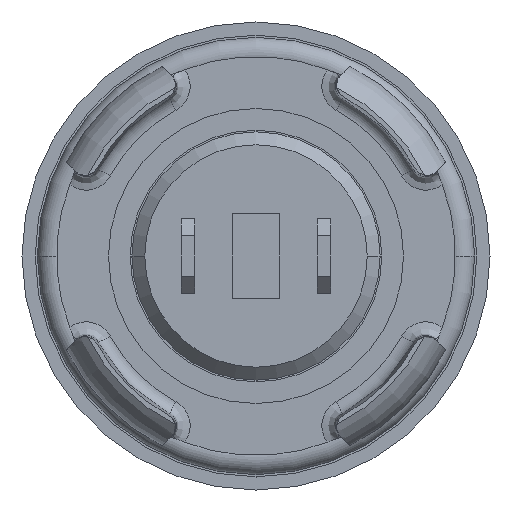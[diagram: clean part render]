
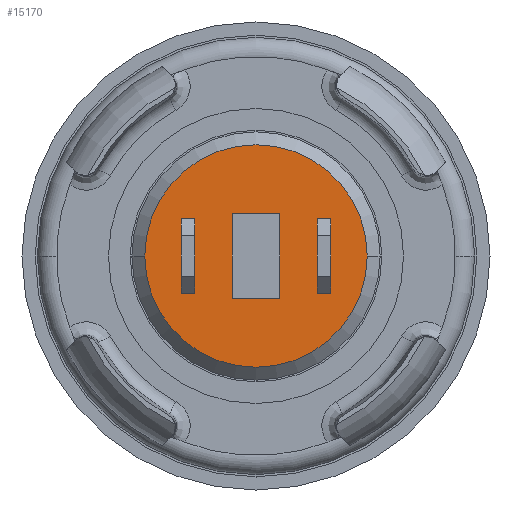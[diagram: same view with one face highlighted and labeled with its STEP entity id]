
A CAD part, front view. The second image highlights one B-rep face of the part: STEP entity #15170.
In plain terms, the highlighted planar face has unit normal (0, -1, 0).
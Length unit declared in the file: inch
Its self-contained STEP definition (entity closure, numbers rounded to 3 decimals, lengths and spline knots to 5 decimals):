
#14249=CARTESIAN_POINT('',(0.,-0.348,0.));
#14250=DIRECTION('',(0.,-1.,0.));
#14251=DIRECTION('',(-1.,0.,0.));
#14252=AXIS2_PLACEMENT_3D('',#14249,#14250,#14251);
#14257=CARTESIAN_POINT('',(0.,-0.348,0.));
#14258=DIRECTION('',(0.,1.,0.));
#14259=DIRECTION('',(-1.,0.,0.));
#14260=AXIS2_PLACEMENT_3D('',#14257,#14258,#14259);
#14265=DIRECTION('',(0.,0.,1.));
#14266=VECTOR('',#14265,0.11);
#14267=CARTESIAN_POINT('',(-0.11,-0.348,-0.055));
#14268=LINE('',#14267,#14266);
#14272=DIRECTION('',(-1.,0.,0.));
#14273=VECTOR('',#14272,0.02);
#14274=CARTESIAN_POINT('',(-0.09,-0.348,-0.055));
#14275=LINE('',#14274,#14273);
#14279=DIRECTION('',(0.,0.,-1.));
#14280=VECTOR('',#14279,0.11);
#14281=CARTESIAN_POINT('',(-0.09,-0.348,0.055));
#14282=LINE('',#14281,#14280);
#14286=DIRECTION('',(1.,0.,0.));
#14287=VECTOR('',#14286,0.02);
#14288=CARTESIAN_POINT('',(-0.11,-0.348,0.055));
#14289=LINE('',#14288,#14287);
#14293=DIRECTION('',(-1.,0.,0.));
#14294=VECTOR('',#14293,0.02);
#14295=CARTESIAN_POINT('',(0.11,-0.348,-0.055));
#14296=LINE('',#14295,#14294);
#14300=DIRECTION('',(0.,0.,-1.));
#14301=VECTOR('',#14300,0.11);
#14302=CARTESIAN_POINT('',(0.11,-0.348,0.055));
#14303=LINE('',#14302,#14301);
#14307=DIRECTION('',(1.,0.,0.));
#14308=VECTOR('',#14307,0.02);
#14309=CARTESIAN_POINT('',(0.09,-0.348,0.055));
#14310=LINE('',#14309,#14308);
#14314=DIRECTION('',(0.,0.,1.));
#14315=VECTOR('',#14314,0.11);
#14316=CARTESIAN_POINT('',(0.09,-0.348,-0.055));
#14317=LINE('',#14316,#14315);
#14321=DIRECTION('',(0.,0.,1.));
#14322=VECTOR('',#14321,0.125);
#14323=CARTESIAN_POINT('',(0.035,-0.348,-0.0625));
#14324=LINE('',#14323,#14322);
#14328=DIRECTION('',(-1.,0.,0.));
#14329=VECTOR('',#14328,0.07);
#14330=CARTESIAN_POINT('',(0.035,-0.348,0.0625));
#14331=LINE('',#14330,#14329);
#14335=DIRECTION('',(0.,0.,-1.));
#14336=VECTOR('',#14335,0.125);
#14337=CARTESIAN_POINT('',(-0.035,-0.348,0.0625));
#14338=LINE('',#14337,#14336);
#14342=DIRECTION('',(1.,0.,0.));
#14343=VECTOR('',#14342,0.07);
#14344=CARTESIAN_POINT('',(-0.035,-0.348,-0.0625));
#14345=LINE('',#14344,#14343);
#14845=CARTESIAN_POINT('',(-0.11,-0.348,-0.055));
#14846=VERTEX_POINT('',#14845);
#14847=CARTESIAN_POINT('',(-0.11,-0.348,0.055));
#14848=VERTEX_POINT('',#14847);
#14849=CARTESIAN_POINT('',(-0.09,-0.348,0.055));
#14850=VERTEX_POINT('',#14849);
#14851=CARTESIAN_POINT('',(-0.09,-0.348,-0.055));
#14852=VERTEX_POINT('',#14851);
#14853=CARTESIAN_POINT('',(0.11,-0.348,-0.055));
#14854=VERTEX_POINT('',#14853);
#14855=CARTESIAN_POINT('',(0.09,-0.348,-0.055));
#14856=VERTEX_POINT('',#14855);
#14857=CARTESIAN_POINT('',(0.09,-0.348,0.055));
#14858=VERTEX_POINT('',#14857);
#14859=CARTESIAN_POINT('',(0.11,-0.348,0.055));
#14860=VERTEX_POINT('',#14859);
#14862=CARTESIAN_POINT('',(-0.164,-0.348,0.));
#14864=VERTEX_POINT('',#14862);
#14866=CARTESIAN_POINT('',(0.164,-0.348,0.));
#14868=VERTEX_POINT('',#14866);
#14937=CARTESIAN_POINT('',(0.035,-0.348,-0.0625));
#14938=CARTESIAN_POINT('',(0.035,-0.348,0.0625));
#14939=VERTEX_POINT('',#14937);
#14940=VERTEX_POINT('',#14938);
#14941=CARTESIAN_POINT('',(-0.035,-0.348,0.0625));
#14942=VERTEX_POINT('',#14941);
#14943=CARTESIAN_POINT('',(-0.035,-0.348,-0.0625));
#14944=VERTEX_POINT('',#14943);
#15133=CARTESIAN_POINT('',(0.,-0.348,0.));
#15134=DIRECTION('',(0.,1.,0.));
#15135=DIRECTION('',(1.,0.,0.));
#15136=AXIS2_PLACEMENT_3D('',#15133,#15134,#15135);
#15137=PLANE('',#15136);
#15139=ORIENTED_EDGE('',*,*,#15138,.F.);
#15141=ORIENTED_EDGE('',*,*,#15140,.T.);
#15142=EDGE_LOOP('',(#15139,#15141));
#15143=FACE_OUTER_BOUND('',#15142,.F.);
#15144=ORIENTED_EDGE('',*,*,#15085,.F.);
#15145=ORIENTED_EDGE('',*,*,#15100,.F.);
#15146=ORIENTED_EDGE('',*,*,#15114,.F.);
#15147=ORIENTED_EDGE('',*,*,#15127,.F.);
#15148=EDGE_LOOP('',(#15144,#15145,#15146,#15147));
#15149=FACE_BOUND('',#15148,.F.);
#15151=ORIENTED_EDGE('',*,*,#15150,.F.);
#15153=ORIENTED_EDGE('',*,*,#15152,.F.);
#15155=ORIENTED_EDGE('',*,*,#15154,.F.);
#15157=ORIENTED_EDGE('',*,*,#15156,.F.);
#15158=EDGE_LOOP('',(#15151,#15153,#15155,#15157));
#15159=FACE_BOUND('',#15158,.F.);
#15161=ORIENTED_EDGE('',*,*,#15160,.T.);
#15163=ORIENTED_EDGE('',*,*,#15162,.T.);
#15165=ORIENTED_EDGE('',*,*,#15164,.T.);
#15167=ORIENTED_EDGE('',*,*,#15166,.T.);
#15168=EDGE_LOOP('',(#15161,#15163,#15165,#15167));
#15169=FACE_BOUND('',#15168,.F.);
#15170=ADVANCED_FACE('',(#15143,#15149,#15159,#15169),#15137,.F.);
#14253=CIRCLE('',#14252,0.164);
#14261=CIRCLE('',#14260,0.164);
#15085=EDGE_CURVE('',#14846,#14848,#14268,.T.);
#15100=EDGE_CURVE('',#14852,#14846,#14275,.T.);
#15114=EDGE_CURVE('',#14850,#14852,#14282,.T.);
#15127=EDGE_CURVE('',#14848,#14850,#14289,.T.);
#15138=EDGE_CURVE('',#14864,#14868,#14253,.T.);
#15140=EDGE_CURVE('',#14864,#14868,#14261,.T.);
#15150=EDGE_CURVE('',#14854,#14856,#14296,.T.);
#15152=EDGE_CURVE('',#14860,#14854,#14303,.T.);
#15154=EDGE_CURVE('',#14858,#14860,#14310,.T.);
#15156=EDGE_CURVE('',#14856,#14858,#14317,.T.);
#15160=EDGE_CURVE('',#14939,#14940,#14324,.T.);
#15162=EDGE_CURVE('',#14940,#14942,#14331,.T.);
#15164=EDGE_CURVE('',#14942,#14944,#14338,.T.);
#15166=EDGE_CURVE('',#14944,#14939,#14345,.T.);
